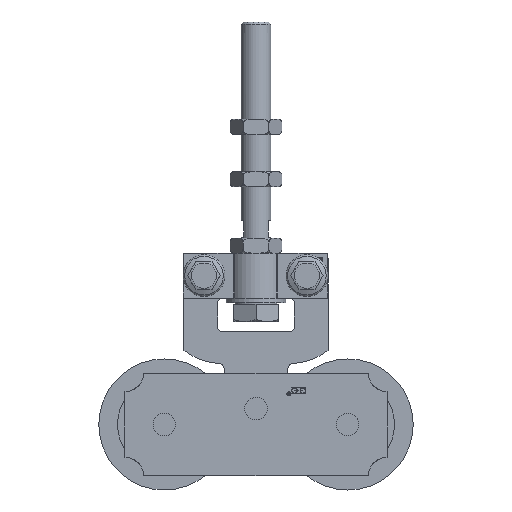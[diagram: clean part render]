
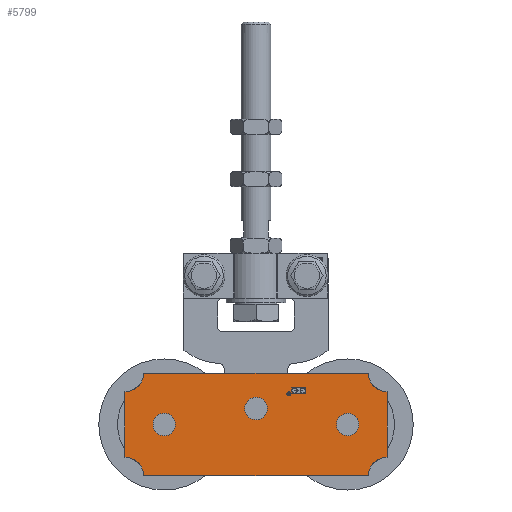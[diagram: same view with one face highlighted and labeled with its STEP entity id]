
A CAD part, front view. The second image highlights one B-rep face of the part: STEP entity #5799.
In plain terms, the highlighted face is planar.
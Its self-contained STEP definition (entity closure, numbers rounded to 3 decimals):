
#479=FACE_BOUND('',#1160,.T.);
#480=FACE_BOUND('',#1161,.T.);
#481=FACE_BOUND('',#1162,.T.);
#482=FACE_BOUND('',#1163,.T.);
#483=FACE_BOUND('',#1164,.T.);
#570=PLANE('',#6494);
#804=FACE_OUTER_BOUND('',#1159,.T.);
#1159=EDGE_LOOP('',(#4515,#4516,#4517,#4518,#4519,#4520,#4521,#4522));
#1160=EDGE_LOOP('',(#4523,#4524,#4525,#4526,#4527,#4528,#4529,#4530,#4531,
#4532,#4533,#4534));
#1161=EDGE_LOOP('',(#4535));
#1162=EDGE_LOOP('',(#4536));
#1163=EDGE_LOOP('',(#4537));
#1164=EDGE_LOOP('',(#4538));
#1533=LINE('',#9642,#1963);
#1538=LINE('',#9651,#1968);
#1539=LINE('',#9654,#1969);
#1542=LINE('',#9660,#1972);
#1545=LINE('',#9665,#1975);
#1551=LINE('',#9676,#1981);
#1554=LINE('',#9683,#1984);
#1558=LINE('',#9691,#1988);
#1561=LINE('',#9696,#1991);
#1563=LINE('',#9699,#1993);
#1567=LINE('',#9718,#1997);
#1568=LINE('',#9722,#1998);
#1569=LINE('',#9726,#1999);
#1570=LINE('',#9730,#2000);
#1963=VECTOR('',#7457,10.);
#1968=VECTOR('',#7464,10.);
#1969=VECTOR('',#7467,10.);
#1972=VECTOR('',#7472,10.);
#1975=VECTOR('',#7477,10.);
#1981=VECTOR('',#7489,10.);
#1984=VECTOR('',#7496,10.);
#1988=VECTOR('',#7502,10.);
#1991=VECTOR('',#7507,10.);
#1993=VECTOR('',#7511,10.);
#1997=VECTOR('',#7533,10.);
#1998=VECTOR('',#7536,10.);
#1999=VECTOR('',#7539,10.);
#2000=VECTOR('',#7542,10.);
#2324=CIRCLE('',#6457,1.5);
#2331=CIRCLE('',#6470,1.5);
#2335=CIRCLE('',#6491,1.);
#2337=CIRCLE('',#6495,10.);
#2338=CIRCLE('',#6496,10.);
#2339=CIRCLE('',#6497,10.);
#2340=CIRCLE('',#6498,10.);
#2341=CIRCLE('',#6499,5.);
#2342=CIRCLE('',#6500,5.);
#2343=CIRCLE('',#6501,5.);
#2735=VERTEX_POINT('',#9588);
#2739=VERTEX_POINT('',#9597);
#2741=VERTEX_POINT('',#9604);
#2745=VERTEX_POINT('',#9613);
#2751=VERTEX_POINT('',#9641);
#2754=VERTEX_POINT('',#9649);
#2755=VERTEX_POINT('',#9653);
#2757=VERTEX_POINT('',#9659);
#2760=VERTEX_POINT('',#9674);
#2761=VERTEX_POINT('',#9681);
#2762=VERTEX_POINT('',#9682);
#2765=VERTEX_POINT('',#9690);
#2769=VERTEX_POINT('',#9709);
#2771=VERTEX_POINT('',#9716);
#2772=VERTEX_POINT('',#9717);
#2773=VERTEX_POINT('',#9719);
#2774=VERTEX_POINT('',#9721);
#2775=VERTEX_POINT('',#9723);
#2776=VERTEX_POINT('',#9725);
#2777=VERTEX_POINT('',#9727);
#2778=VERTEX_POINT('',#9729);
#2779=VERTEX_POINT('',#9732);
#2780=VERTEX_POINT('',#9734);
#2781=VERTEX_POINT('',#9736);
#3361=EDGE_CURVE('',#2739,#2735,#2324,.T.);
#3379=EDGE_CURVE('',#2741,#2745,#2331,.T.);
#3382=EDGE_CURVE('',#2751,#2741,#1533,.T.);
#3387=EDGE_CURVE('',#2735,#2754,#1538,.T.);
#3388=EDGE_CURVE('',#2755,#2751,#1539,.T.);
#3391=EDGE_CURVE('',#2757,#2755,#1542,.T.);
#3394=EDGE_CURVE('',#2754,#2757,#1545,.T.);
#3400=EDGE_CURVE('',#2745,#2760,#1551,.T.);
#3403=EDGE_CURVE('',#2761,#2762,#1554,.T.);
#3407=EDGE_CURVE('',#2765,#2761,#1558,.T.);
#3410=EDGE_CURVE('',#2760,#2765,#1561,.T.);
#3412=EDGE_CURVE('',#2762,#2739,#1563,.T.);
#3417=EDGE_CURVE('',#2769,#2769,#2335,.T.);
#3420=EDGE_CURVE('',#2771,#2772,#1567,.T.);
#3421=EDGE_CURVE('',#2772,#2773,#2337,.T.);
#3422=EDGE_CURVE('',#2773,#2774,#1568,.T.);
#3423=EDGE_CURVE('',#2774,#2775,#2338,.T.);
#3424=EDGE_CURVE('',#2775,#2776,#1569,.T.);
#3425=EDGE_CURVE('',#2776,#2777,#2339,.T.);
#3426=EDGE_CURVE('',#2777,#2778,#1570,.T.);
#3427=EDGE_CURVE('',#2778,#2771,#2340,.T.);
#3428=EDGE_CURVE('',#2779,#2779,#2341,.T.);
#3429=EDGE_CURVE('',#2780,#2780,#2342,.T.);
#3430=EDGE_CURVE('',#2781,#2781,#2343,.T.);
#4515=ORIENTED_EDGE('',*,*,#3420,.T.);
#4516=ORIENTED_EDGE('',*,*,#3421,.T.);
#4517=ORIENTED_EDGE('',*,*,#3422,.T.);
#4518=ORIENTED_EDGE('',*,*,#3423,.T.);
#4519=ORIENTED_EDGE('',*,*,#3424,.T.);
#4520=ORIENTED_EDGE('',*,*,#3425,.T.);
#4521=ORIENTED_EDGE('',*,*,#3426,.T.);
#4522=ORIENTED_EDGE('',*,*,#3427,.T.);
#4523=ORIENTED_EDGE('',*,*,#3403,.T.);
#4524=ORIENTED_EDGE('',*,*,#3412,.T.);
#4525=ORIENTED_EDGE('',*,*,#3361,.T.);
#4526=ORIENTED_EDGE('',*,*,#3387,.T.);
#4527=ORIENTED_EDGE('',*,*,#3394,.T.);
#4528=ORIENTED_EDGE('',*,*,#3391,.T.);
#4529=ORIENTED_EDGE('',*,*,#3388,.T.);
#4530=ORIENTED_EDGE('',*,*,#3382,.T.);
#4531=ORIENTED_EDGE('',*,*,#3379,.T.);
#4532=ORIENTED_EDGE('',*,*,#3400,.T.);
#4533=ORIENTED_EDGE('',*,*,#3410,.T.);
#4534=ORIENTED_EDGE('',*,*,#3407,.T.);
#4535=ORIENTED_EDGE('',*,*,#3417,.T.);
#4536=ORIENTED_EDGE('',*,*,#3428,.T.);
#4537=ORIENTED_EDGE('',*,*,#3429,.T.);
#4538=ORIENTED_EDGE('',*,*,#3430,.T.);
#5799=ADVANCED_FACE('',(#804,#479,#480,#481,#482,#483),#570,.F.);
#6457=AXIS2_PLACEMENT_3D('',#9602,#7411,#7412);
#6470=AXIS2_PLACEMENT_3D('',#9636,#7448,#7449);
#6491=AXIS2_PLACEMENT_3D('',#9710,#7524,#7525);
#6494=AXIS2_PLACEMENT_3D('',#9715,#7531,#7532);
#6495=AXIS2_PLACEMENT_3D('',#9720,#7534,#7535);
#6496=AXIS2_PLACEMENT_3D('',#9724,#7537,#7538);
#6497=AXIS2_PLACEMENT_3D('',#9728,#7540,#7541);
#6498=AXIS2_PLACEMENT_3D('',#9731,#7543,#7544);
#6499=AXIS2_PLACEMENT_3D('',#9733,#7545,#7546);
#6500=AXIS2_PLACEMENT_3D('',#9735,#7547,#7548);
#6501=AXIS2_PLACEMENT_3D('',#9737,#7549,#7550);
#7411=DIRECTION('center_axis',(0.,0.,1.));
#7412=DIRECTION('ref_axis',(-0.999,0.05,0.));
#7448=DIRECTION('center_axis',(0.,0.,1.));
#7449=DIRECTION('ref_axis',(0.999,-0.05,0.));
#7457=DIRECTION('',(1.,0.,0.));
#7464=DIRECTION('',(1.,0.,0.));
#7467=DIRECTION('',(0.,-1.,0.));
#7472=DIRECTION('',(-1.,0.,0.));
#7477=DIRECTION('',(0.,1.,0.));
#7489=DIRECTION('',(-1.,0.,0.));
#7496=DIRECTION('',(0.,1.,0.));
#7502=DIRECTION('',(1.,0.,0.));
#7507=DIRECTION('',(0.,-1.,0.));
#7511=DIRECTION('',(-1.,0.,0.));
#7524=DIRECTION('center_axis',(0.,0.,1.));
#7525=DIRECTION('ref_axis',(1.,0.,0.));
#7531=DIRECTION('center_axis',(0.,0.,1.));
#7532=DIRECTION('ref_axis',(1.,0.,0.));
#7533=DIRECTION('',(1.,0.,0.));
#7534=DIRECTION('center_axis',(0.,0.,1.));
#7535=DIRECTION('ref_axis',(-1.,0.,0.));
#7536=DIRECTION('',(0.,-1.,0.));
#7537=DIRECTION('center_axis',(0.,0.,1.));
#7538=DIRECTION('ref_axis',(0.,1.,0.));
#7539=DIRECTION('',(-1.,0.,0.));
#7540=DIRECTION('center_axis',(0.,0.,1.));
#7541=DIRECTION('ref_axis',(1.,0.,0.));
#7542=DIRECTION('',(0.,1.,0.));
#7543=DIRECTION('center_axis',(0.,0.,1.));
#7544=DIRECTION('ref_axis',(0.,-1.,0.));
#7545=DIRECTION('center_axis',(0.,0.,1.));
#7546=DIRECTION('ref_axis',(-1.,0.,0.));
#7547=DIRECTION('center_axis',(0.,0.,1.));
#7548=DIRECTION('ref_axis',(-1.,0.,0.));
#7549=DIRECTION('center_axis',(0.,0.,1.));
#7550=DIRECTION('ref_axis',(-1.,0.,0.));
#9588=CARTESIAN_POINT('',(25.044,-8.091,0.));
#9597=CARTESIAN_POINT('',(25.044,-11.091,0.));
#9602=CARTESIAN_POINT('Origin',(25.044,-9.591,0.));
#9604=CARTESIAN_POINT('',(20.544,-8.091,0.));
#9613=CARTESIAN_POINT('',(20.544,-11.091,0.));
#9636=CARTESIAN_POINT('Origin',(20.544,-9.591,0.));
#9641=CARTESIAN_POINT('',(19.044,-8.091,0.));
#9642=CARTESIAN_POINT('',(11.397,-8.091,0.));
#9649=CARTESIAN_POINT('',(26.544,-8.091,0.));
#9651=CARTESIAN_POINT('',(11.397,-8.091,0.));
#9653=CARTESIAN_POINT('',(19.044,-7.941,0.));
#9654=CARTESIAN_POINT('',(19.044,0.28,0.));
#9659=CARTESIAN_POINT('',(26.544,-7.941,0.));
#9660=CARTESIAN_POINT('',(13.272,-7.941,0.));
#9665=CARTESIAN_POINT('',(26.544,0.205,0.));
#9674=CARTESIAN_POINT('',(19.044,-11.091,0.));
#9676=CARTESIAN_POINT('',(13.272,-11.091,0.));
#9681=CARTESIAN_POINT('',(26.544,-11.241,0.));
#9682=CARTESIAN_POINT('',(26.544,-11.091,0.));
#9683=CARTESIAN_POINT('',(26.544,-1.37,0.));
#9690=CARTESIAN_POINT('',(19.044,-11.241,0.));
#9691=CARTESIAN_POINT('',(9.522,-11.241,0.));
#9696=CARTESIAN_POINT('',(19.044,-1.295,0.));
#9699=CARTESIAN_POINT('',(13.272,-11.091,0.));
#9709=CARTESIAN_POINT('',(16.544,-7.941,0.));
#9710=CARTESIAN_POINT('Origin',(17.544,-7.941,0.));
#9715=CARTESIAN_POINT('Origin',(0.,8.5,0.));
#9716=CARTESIAN_POINT('',(-60.,36.,0.));
#9717=CARTESIAN_POINT('',(60.,36.,0.));
#9718=CARTESIAN_POINT('',(-60.,36.,0.));
#9719=CARTESIAN_POINT('',(70.,26.,0.));
#9720=CARTESIAN_POINT('Origin',(70.,36.,0.));
#9721=CARTESIAN_POINT('',(70.,-9.,0.));
#9722=CARTESIAN_POINT('',(70.,26.,0.));
#9723=CARTESIAN_POINT('',(60.,-19.,0.));
#9724=CARTESIAN_POINT('Origin',(70.,-19.,0.));
#9725=CARTESIAN_POINT('',(-60.,-19.,0.));
#9726=CARTESIAN_POINT('',(60.,-19.,0.));
#9727=CARTESIAN_POINT('',(-70.,-9.,0.));
#9728=CARTESIAN_POINT('Origin',(-70.,-19.,0.));
#9729=CARTESIAN_POINT('',(-70.,26.,0.));
#9730=CARTESIAN_POINT('',(-70.,-9.,0.));
#9731=CARTESIAN_POINT('Origin',(-70.,36.,0.));
#9732=CARTESIAN_POINT('',(54.,8.5,0.));
#9733=CARTESIAN_POINT('Origin',(49.,8.5,0.));
#9734=CARTESIAN_POINT('',(-44.,8.5,0.));
#9735=CARTESIAN_POINT('Origin',(-49.,8.5,0.));
#9736=CARTESIAN_POINT('',(5.,0.,0.));
#9737=CARTESIAN_POINT('Origin',(0.,0.,0.));
